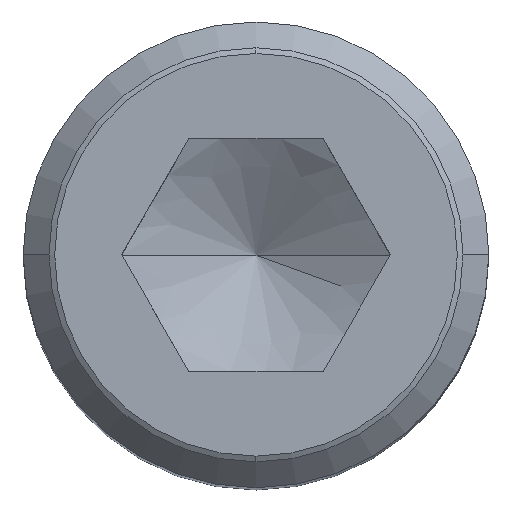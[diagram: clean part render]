
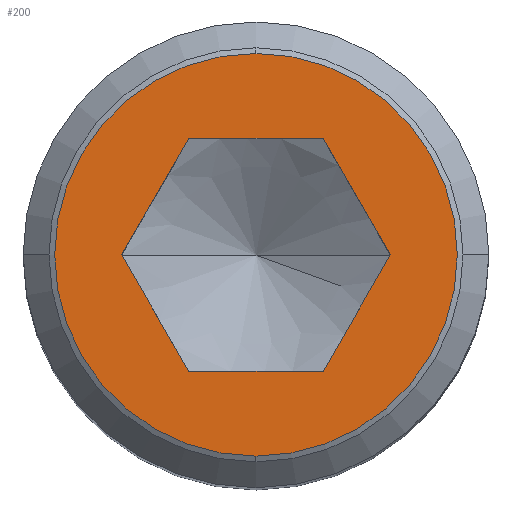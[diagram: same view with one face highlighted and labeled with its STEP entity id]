
A CAD part, top view. The second image highlights one B-rep face of the part: STEP entity #200.
In plain terms, the highlighted planar face has unit normal (0, 0, 1).
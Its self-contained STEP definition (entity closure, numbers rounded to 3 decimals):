
#148=EDGE_CURVE('',#324,#296,#368,.T.);
#150=EDGE_CURVE('',#284,#188,#370,.T.);
#178=EDGE_CURVE('',#188,#240,#400,.T.);
#188=VERTEX_POINT('',#410);
#200=ADVANCED_FACE('',(#423,#424),#425,.T.);
#234=EDGE_CURVE('',#296,#324,#466,.T.);
#240=VERTEX_POINT('',#472);
#276=EDGE_CURVE('',#306,#284,#513,.T.);
#284=VERTEX_POINT('',#521);
#296=VERTEX_POINT('',#535);
#298=EDGE_CURVE('',#326,#306,#537,.T.);
#302=EDGE_CURVE('',#240,#328,#541,.T.);
#306=VERTEX_POINT('',#545);
#320=EDGE_CURVE('',#328,#326,#560,.T.);
#324=VERTEX_POINT('',#564);
#326=VERTEX_POINT('',#566);
#328=VERTEX_POINT('',#568);
#368=CIRCLE('',#605,6.917);
#370=LINE('',#608,#609);
#400=LINE('',#665,#666);
#410=CARTESIAN_POINT('',(-2.309,4.,0.));
#423=FACE_BOUND('',#717,.T.);
#424=FACE_OUTER_BOUND('',#718,.T.);
#425=PLANE('',#719);
#466=CIRCLE('',#766,6.917);
#472=CARTESIAN_POINT('',(2.309,4.,0.));
#513=LINE('',#847,#848);
#521=CARTESIAN_POINT('',(-4.619,0.,0.));
#535=CARTESIAN_POINT('',(0.,6.917,0.));
#537=LINE('',#882,#883);
#541=LINE('',#888,#889);
#545=CARTESIAN_POINT('',(-2.309,-4.,0.));
#560=LINE('',#914,#915);
#564=CARTESIAN_POINT('',(0.,-6.917,0.));
#566=CARTESIAN_POINT('',(2.309,-4.,0.));
#568=CARTESIAN_POINT('',(4.619,0.,0.));
#605=AXIS2_PLACEMENT_3D('',#959,#960,#961);
#608=CARTESIAN_POINT('',(-2.887,3.,0.));
#609=VECTOR('',#962,1.0);
#665=CARTESIAN_POINT('',(1.155,4.,0.));
#666=VECTOR('',#984,1.0);
#717=EDGE_LOOP('',(#1004,#1005,#1006,#1007,#1008,#1009));
#718=EDGE_LOOP('',(#1010,#1011));
#719=AXIS2_PLACEMENT_3D('',#1012,#1013,#1014);
#766=AXIS2_PLACEMENT_3D('',#1079,#1080,#1081);
#847=CARTESIAN_POINT('',(-4.041,-1.,0.));
#848=VECTOR('',#1132,1.0);
#882=CARTESIAN_POINT('',(-1.155,-4.,0.));
#883=VECTOR('',#1156,1.0);
#888=CARTESIAN_POINT('',(4.041,1.,0.));
#889=VECTOR('',#1157,1.0);
#914=CARTESIAN_POINT('',(2.887,-3.,0.));
#915=VECTOR('',#1176,1.0);
#959=CARTESIAN_POINT('',(0.,0.,0.));
#960=DIRECTION('',(0.0,0.0,1.0));
#961=DIRECTION('',(0.,1.0,0.0));
#962=DIRECTION('',(0.5,0.866,0.));
#984=DIRECTION('',(1.0,0.0,0.0));
#1004=ORIENTED_EDGE('',*,*,#276,.T.);
#1005=ORIENTED_EDGE('',*,*,#150,.T.);
#1006=ORIENTED_EDGE('',*,*,#178,.T.);
#1007=ORIENTED_EDGE('',*,*,#302,.T.);
#1008=ORIENTED_EDGE('',*,*,#320,.T.);
#1009=ORIENTED_EDGE('',*,*,#298,.T.);
#1010=ORIENTED_EDGE('',*,*,#234,.T.);
#1011=ORIENTED_EDGE('',*,*,#148,.T.);
#1012=CARTESIAN_POINT('',(-5.81,0.,0.));
#1013=DIRECTION('',(0.0,0.0,1.0));
#1014=DIRECTION('',(-1.0,0.,0.0));
#1079=CARTESIAN_POINT('',(0.,0.,0.));
#1080=DIRECTION('',(0.0,0.0,1.0));
#1081=DIRECTION('',(0.,1.0,0.0));
#1132=DIRECTION('',(-0.5,0.866,0.));
#1156=DIRECTION('',(-1.0,0.0,0.0));
#1157=DIRECTION('',(0.5,-0.866,0.));
#1176=DIRECTION('',(-0.5,-0.866,0.));
